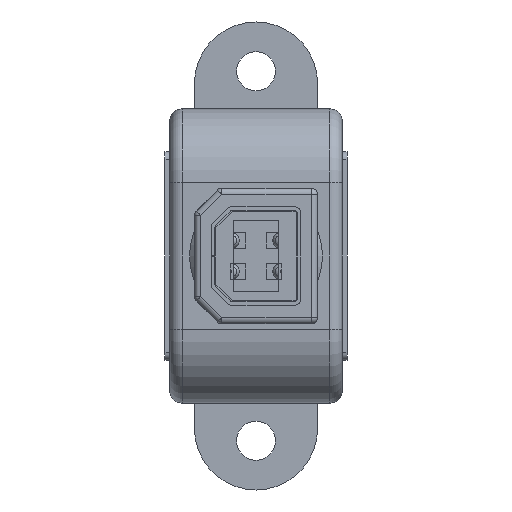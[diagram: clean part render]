
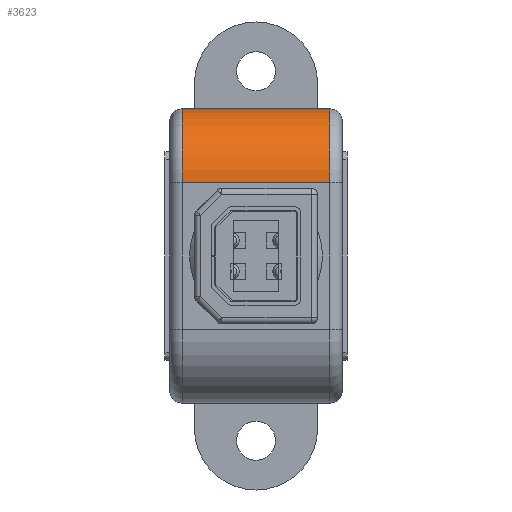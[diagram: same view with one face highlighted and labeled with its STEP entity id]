
A CAD part, front view. The second image highlights one B-rep face of the part: STEP entity #3623.
In plain terms, the highlighted cylindrical face has radius 6 mm (diameter 12 mm), a partial arc.
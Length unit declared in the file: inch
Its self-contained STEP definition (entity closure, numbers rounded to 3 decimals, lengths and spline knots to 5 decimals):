
#3244 = VERTEX_POINT ( 'NONE', #9762 ) ;
#3246 = VERTEX_POINT ( 'NONE', #9761 ) ;
#3291 = EDGE_CURVE ( 'NONE', #3352, #3353, #9849, .T. ) ;
#3304 = EDGE_CURVE ( 'NONE', #3244, #3246, #9884, .T. ) ;
#3352 = VERTEX_POINT ( 'NONE', #10035 ) ;
#3353 = VERTEX_POINT ( 'NONE', #10034 ) ;
#3623 = ADVANCED_FACE ( 'NONE', ( #10776 ), #10775, .T. ) ;
#3624 = EDGE_LOOP ( 'NONE', ( #3625, #3626, #3628, #3629 ) ) ;
#3625 = ORIENTED_EDGE ( 'NONE', *, *, #3304, .F. ) ;
#3626 = ORIENTED_EDGE ( 'NONE', *, *, #3627, .T. ) ;
#3627 = EDGE_CURVE ( 'NONE', #3244, #3353, #10774, .T. ) ;
#3628 = ORIENTED_EDGE ( 'NONE', *, *, #3291, .F. ) ;
#3629 = ORIENTED_EDGE ( 'NONE', *, *, #3630, .T. ) ;
#3630 = EDGE_CURVE ( 'NONE', #3352, #3246, #10765, .T. ) ;
#9761 = CARTESIAN_POINT ( 'NONE',  ( -0.23425, 0.23622, -1.05512 ) ) ;
#9762 = CARTESIAN_POINT ( 'NONE',  ( -0.23425, -0.23622, -1.05512 ) ) ;
#9849 = LINE ( 'NONE', #9907, #9906 ) ;
#9881 = DIRECTION ( 'NONE',  ( 0., 1., 0. ) ) ;
#9882 = VECTOR ( 'NONE', #9881, 39.37008 ) ;
#9883 = CARTESIAN_POINT ( 'NONE',  ( -0.23425, 0.27559, -1.05512 ) ) ;
#9884 = LINE ( 'NONE', #9883, #9882 ) ;
#9905 = DIRECTION ( 'NONE',  ( 0., -1., 0. ) ) ;
#9906 = VECTOR ( 'NONE', #9905, 39.37008 ) ;
#9907 = CARTESIAN_POINT ( 'NONE',  ( -0.47047, -0.27559, -0.8189 ) ) ;
#10034 = CARTESIAN_POINT ( 'NONE',  ( -0.47047, -0.23622, -0.8189 ) ) ;
#10035 = CARTESIAN_POINT ( 'NONE',  ( -0.47047, 0.23622, -0.8189 ) ) ;
#10761 = DIRECTION ( 'NONE',  ( 0., 0., 1. ) ) ;
#10762 = DIRECTION ( 'NONE',  ( 0., -1., 0. ) ) ;
#10763 = CARTESIAN_POINT ( 'NONE',  ( -0.23425, 0.23622, -0.8189 ) ) ;
#10764 = AXIS2_PLACEMENT_3D ( 'NONE', #10763, #10762, #10761 ) ;
#10765 = CIRCLE ( 'NONE', #10764, 0.23622 ) ;
#10766 = DIRECTION ( 'NONE',  ( 0., 0., -1. ) ) ;
#10767 = DIRECTION ( 'NONE',  ( 0., 1., 0. ) ) ;
#10768 = CARTESIAN_POINT ( 'NONE',  ( -0.23425, -0.23622, -0.8189 ) ) ;
#10769 = AXIS2_PLACEMENT_3D ( 'NONE', #10768, #10767, #10766 ) ;
#10770 = DIRECTION ( 'NONE',  ( -1., 0., 0. ) ) ;
#10771 = DIRECTION ( 'NONE',  ( 0., 1., 0. ) ) ;
#10772 = CARTESIAN_POINT ( 'NONE',  ( -0.23425, 0.27559, -0.8189 ) ) ;
#10773 = AXIS2_PLACEMENT_3D ( 'NONE', #10772, #10771, #10770 ) ;
#10774 = CIRCLE ( 'NONE', #10769, 0.23622 ) ;
#10775 = CYLINDRICAL_SURFACE ( 'NONE', #10773, 0.23622 ) ;
#10776 = FACE_OUTER_BOUND ( 'NONE', #3624, .T. ) ;
